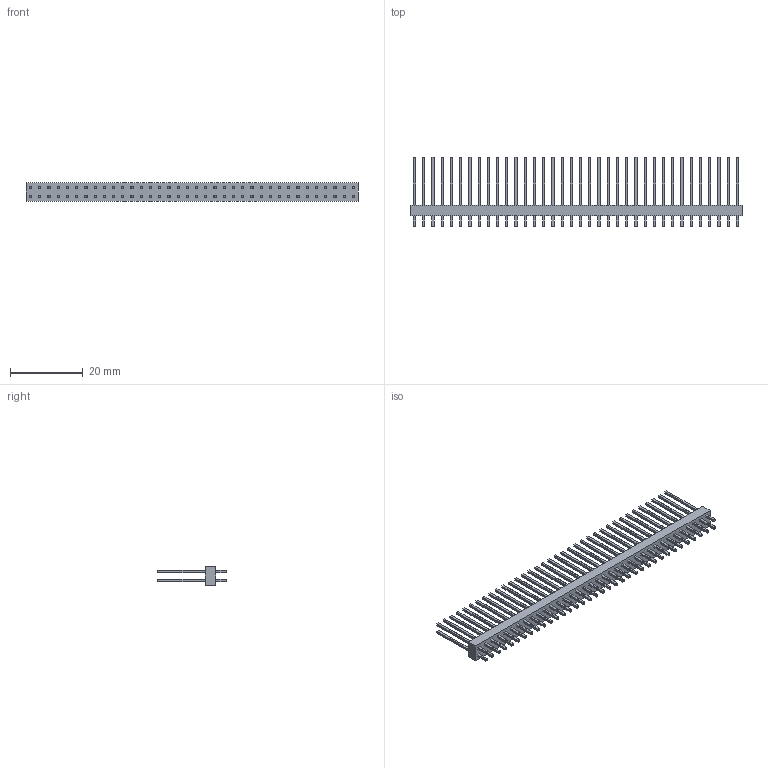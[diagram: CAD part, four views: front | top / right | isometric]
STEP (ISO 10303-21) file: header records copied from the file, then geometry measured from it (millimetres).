
FILE_DESCRIPTION (( 'STEP AP214' ), '1' );
FILE_NAME ('INGUN_28078.STEP', '2025-03-06T14:58:39', ( '' ), ( '' ), 'SwSTEP 2.0', 'SolidWorks 2023', '' );
FILE_SCHEMA (( 'AUTOMOTIVE_DESIGN' ));
Length unit declared in the file: millimetre
Products named in the file (1): INGUN_28078
Bounding box: 91.44 x 19 x 5 mm (x, y, z)
Volume: 1750.5 mm3; surface area: 4417.1 mm2
Topology: 1 solids, 1 shells, 942 faces, 2172 edges, 1448 vertices
Faces by surface type: plane 798, cylinder 144
Entity records: 34373 total; most frequent: CARTESIAN_POINT 4563, DIRECTION 4346, ORIENTED_EDGE 4344, EDGE_CURVE 2172, LINE 1884, VECTOR 1884, VERTEX_POINT 1448, AXIS2_PLACEMENT_3D 1231
